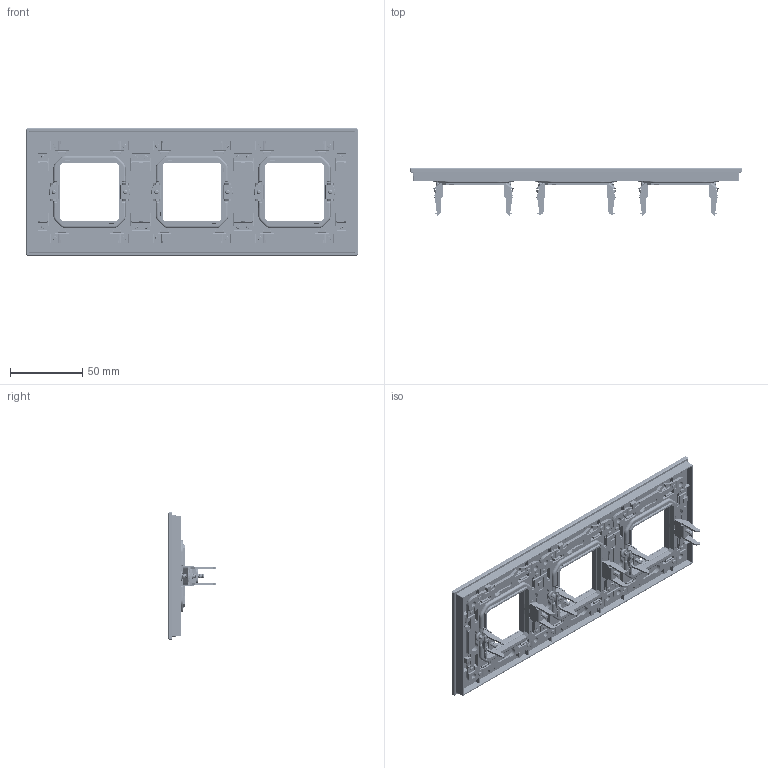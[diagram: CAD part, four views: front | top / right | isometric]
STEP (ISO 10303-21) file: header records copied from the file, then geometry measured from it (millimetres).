
FILE_DESCRIPTION (( 'STEP AP203' ), '1' );
FILE_NAME ('SK-M32 SKANDY Ðàìêà 3-ìåñò. SK-F ìåòàëë, ñòåêëî IEK.STEP', '2024-06-10T10:01:14', ( '' ), ( '' ), 'SwSTEP 2.0', 'SolidWorks 2022', '' );
FILE_SCHEMA (( 'CONFIG_CONTROL_DESIGN' ));
Products named in the file (1): SK-M32 SKANDY Рамка 3-мест. SK-F металл, стекло IEK
Bounding box: 230 x 33.21 x 88 mm (x, y, z)
Volume: 90778.6 mm3; surface area: 119590.8 mm2
Topology: 26 solids, 26 shells, 7082 faces, 19482 edges, 12381 vertices
Faces by surface type: plane 3103, cylinder 2968, torus 570, cone 271, bspline 158, sphere 12
Entity records: 319294 total; most frequent: CARTESIAN_POINT 140327, ORIENTED_EDGE 38916, DIRECTION 36091, EDGE_CURVE 19458, VERTEX_POINT 12381, AXIS2_PLACEMENT_3D 12330, VECTOR 11431, LINE 11431
